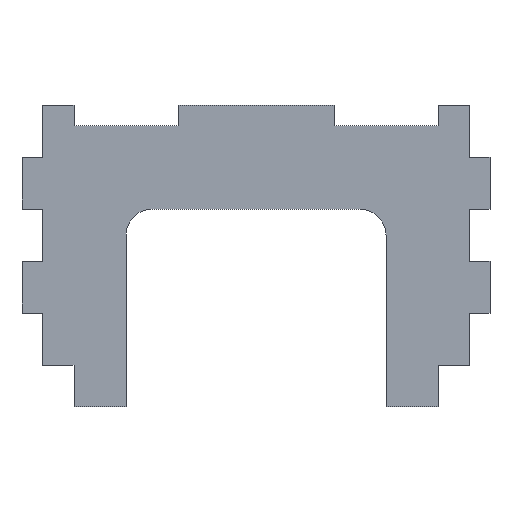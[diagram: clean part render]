
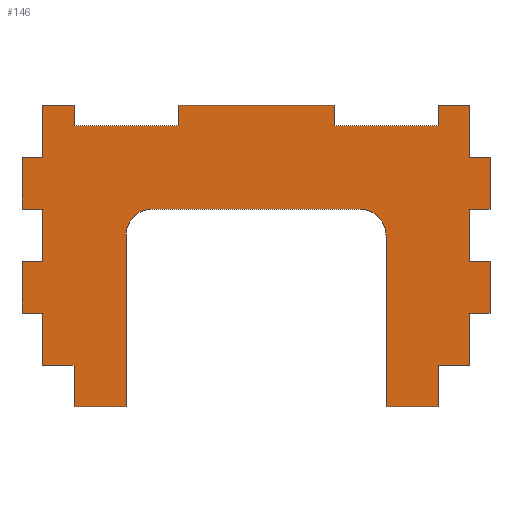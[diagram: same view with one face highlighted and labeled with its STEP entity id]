
A CAD part, top view. The second image highlights one B-rep face of the part: STEP entity #146.
In plain terms, the highlighted planar face has unit normal (0, 0, 1).
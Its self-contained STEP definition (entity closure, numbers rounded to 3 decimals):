
#106=CIRCLE('',#943,5.);
#107=CIRCLE('',#944,5.);
#146=ADVANCED_FACE('',(#224),#186,.F.);
#186=PLANE('',#945);
#224=FACE_OUTER_BOUND('',#264,.T.);
#264=EDGE_LOOP('',(#412,#413,#414,#415,#416,#417,#418,#419,#420,#421,#422,
#423,#424,#425,#426,#427,#428,#429,#430,#431,#432,#433,#434,#435,#436,#437,
#438,#439,#440,#441,#442,#443,#444,#445,#446,#447,#448,#449));
#412=ORIENTED_EDGE('',*,*,#574,.F.);
#413=ORIENTED_EDGE('',*,*,#682,.T.);
#414=ORIENTED_EDGE('',*,*,#680,.F.);
#415=ORIENTED_EDGE('',*,*,#683,.T.);
#416=ORIENTED_EDGE('',*,*,#675,.F.);
#417=ORIENTED_EDGE('',*,*,#673,.F.);
#418=ORIENTED_EDGE('',*,*,#670,.F.);
#419=ORIENTED_EDGE('',*,*,#667,.F.);
#420=ORIENTED_EDGE('',*,*,#664,.F.);
#421=ORIENTED_EDGE('',*,*,#661,.F.);
#422=ORIENTED_EDGE('',*,*,#658,.F.);
#423=ORIENTED_EDGE('',*,*,#655,.F.);
#424=ORIENTED_EDGE('',*,*,#652,.F.);
#425=ORIENTED_EDGE('',*,*,#649,.F.);
#426=ORIENTED_EDGE('',*,*,#646,.F.);
#427=ORIENTED_EDGE('',*,*,#643,.F.);
#428=ORIENTED_EDGE('',*,*,#640,.F.);
#429=ORIENTED_EDGE('',*,*,#637,.F.);
#430=ORIENTED_EDGE('',*,*,#634,.F.);
#431=ORIENTED_EDGE('',*,*,#631,.F.);
#432=ORIENTED_EDGE('',*,*,#628,.F.);
#433=ORIENTED_EDGE('',*,*,#625,.F.);
#434=ORIENTED_EDGE('',*,*,#622,.F.);
#435=ORIENTED_EDGE('',*,*,#619,.F.);
#436=ORIENTED_EDGE('',*,*,#616,.F.);
#437=ORIENTED_EDGE('',*,*,#613,.F.);
#438=ORIENTED_EDGE('',*,*,#610,.F.);
#439=ORIENTED_EDGE('',*,*,#607,.F.);
#440=ORIENTED_EDGE('',*,*,#604,.F.);
#441=ORIENTED_EDGE('',*,*,#601,.F.);
#442=ORIENTED_EDGE('',*,*,#598,.F.);
#443=ORIENTED_EDGE('',*,*,#595,.F.);
#444=ORIENTED_EDGE('',*,*,#592,.F.);
#445=ORIENTED_EDGE('',*,*,#589,.F.);
#446=ORIENTED_EDGE('',*,*,#586,.F.);
#447=ORIENTED_EDGE('',*,*,#583,.F.);
#448=ORIENTED_EDGE('',*,*,#580,.F.);
#449=ORIENTED_EDGE('',*,*,#577,.F.);
#498=VERTEX_POINT('',#1156);
#499=VERTEX_POINT('',#1158);
#501=VERTEX_POINT('',#1164);
#503=VERTEX_POINT('',#1170);
#505=VERTEX_POINT('',#1176);
#507=VERTEX_POINT('',#1182);
#509=VERTEX_POINT('',#1188);
#511=VERTEX_POINT('',#1194);
#513=VERTEX_POINT('',#1200);
#515=VERTEX_POINT('',#1206);
#517=VERTEX_POINT('',#1212);
#519=VERTEX_POINT('',#1218);
#521=VERTEX_POINT('',#1224);
#523=VERTEX_POINT('',#1230);
#525=VERTEX_POINT('',#1236);
#527=VERTEX_POINT('',#1242);
#529=VERTEX_POINT('',#1248);
#531=VERTEX_POINT('',#1254);
#533=VERTEX_POINT('',#1260);
#535=VERTEX_POINT('',#1266);
#537=VERTEX_POINT('',#1272);
#539=VERTEX_POINT('',#1278);
#541=VERTEX_POINT('',#1284);
#543=VERTEX_POINT('',#1290);
#545=VERTEX_POINT('',#1296);
#547=VERTEX_POINT('',#1302);
#549=VERTEX_POINT('',#1308);
#551=VERTEX_POINT('',#1314);
#553=VERTEX_POINT('',#1320);
#555=VERTEX_POINT('',#1326);
#557=VERTEX_POINT('',#1332);
#559=VERTEX_POINT('',#1338);
#561=VERTEX_POINT('',#1344);
#563=VERTEX_POINT('',#1350);
#565=VERTEX_POINT('',#1356);
#566=VERTEX_POINT('',#1360);
#570=VERTEX_POINT('',#1369);
#571=VERTEX_POINT('',#1371);
#574=EDGE_CURVE('',#498,#499,#688,.T.);
#577=EDGE_CURVE('',#499,#501,#691,.T.);
#580=EDGE_CURVE('',#501,#503,#694,.T.);
#583=EDGE_CURVE('',#503,#505,#697,.T.);
#586=EDGE_CURVE('',#505,#507,#700,.T.);
#589=EDGE_CURVE('',#507,#509,#703,.T.);
#592=EDGE_CURVE('',#509,#511,#706,.T.);
#595=EDGE_CURVE('',#511,#513,#709,.T.);
#598=EDGE_CURVE('',#513,#515,#712,.T.);
#601=EDGE_CURVE('',#515,#517,#715,.T.);
#604=EDGE_CURVE('',#517,#519,#718,.T.);
#607=EDGE_CURVE('',#519,#521,#721,.T.);
#610=EDGE_CURVE('',#521,#523,#724,.T.);
#613=EDGE_CURVE('',#523,#525,#727,.T.);
#616=EDGE_CURVE('',#525,#527,#730,.T.);
#619=EDGE_CURVE('',#527,#529,#733,.T.);
#622=EDGE_CURVE('',#529,#531,#736,.T.);
#625=EDGE_CURVE('',#531,#533,#739,.T.);
#628=EDGE_CURVE('',#533,#535,#742,.T.);
#631=EDGE_CURVE('',#535,#537,#745,.T.);
#634=EDGE_CURVE('',#537,#539,#748,.T.);
#637=EDGE_CURVE('',#539,#541,#751,.T.);
#640=EDGE_CURVE('',#541,#543,#754,.T.);
#643=EDGE_CURVE('',#543,#545,#757,.T.);
#646=EDGE_CURVE('',#545,#547,#760,.T.);
#649=EDGE_CURVE('',#547,#549,#763,.T.);
#652=EDGE_CURVE('',#549,#551,#766,.T.);
#655=EDGE_CURVE('',#551,#553,#769,.T.);
#658=EDGE_CURVE('',#553,#555,#772,.T.);
#661=EDGE_CURVE('',#555,#557,#775,.T.);
#664=EDGE_CURVE('',#557,#559,#778,.T.);
#667=EDGE_CURVE('',#559,#561,#781,.T.);
#670=EDGE_CURVE('',#561,#563,#784,.T.);
#673=EDGE_CURVE('',#563,#565,#787,.T.);
#675=EDGE_CURVE('',#565,#566,#789,.T.);
#680=EDGE_CURVE('',#570,#571,#794,.T.);
#682=EDGE_CURVE('',#498,#571,#106,.T.);
#683=EDGE_CURVE('',#570,#566,#107,.T.);
#688=LINE('',#1157,#798);
#691=LINE('',#1163,#801);
#694=LINE('',#1169,#804);
#697=LINE('',#1175,#807);
#700=LINE('',#1181,#810);
#703=LINE('',#1187,#813);
#706=LINE('',#1193,#816);
#709=LINE('',#1199,#819);
#712=LINE('',#1205,#822);
#715=LINE('',#1211,#825);
#718=LINE('',#1217,#828);
#721=LINE('',#1223,#831);
#724=LINE('',#1229,#834);
#727=LINE('',#1235,#837);
#730=LINE('',#1241,#840);
#733=LINE('',#1247,#843);
#736=LINE('',#1253,#846);
#739=LINE('',#1259,#849);
#742=LINE('',#1265,#852);
#745=LINE('',#1271,#855);
#748=LINE('',#1277,#858);
#751=LINE('',#1283,#861);
#754=LINE('',#1289,#864);
#757=LINE('',#1295,#867);
#760=LINE('',#1301,#870);
#763=LINE('',#1307,#873);
#766=LINE('',#1313,#876);
#769=LINE('',#1319,#879);
#772=LINE('',#1325,#882);
#775=LINE('',#1331,#885);
#778=LINE('',#1337,#888);
#781=LINE('',#1343,#891);
#784=LINE('',#1349,#894);
#787=LINE('',#1355,#897);
#789=LINE('',#1359,#899);
#794=LINE('',#1370,#904);
#798=VECTOR('',#955,1.);
#801=VECTOR('',#960,1.);
#804=VECTOR('',#965,1.);
#807=VECTOR('',#970,1.);
#810=VECTOR('',#975,1.);
#813=VECTOR('',#980,1.);
#816=VECTOR('',#985,1.);
#819=VECTOR('',#990,1.);
#822=VECTOR('',#995,1.);
#825=VECTOR('',#1000,1.);
#828=VECTOR('',#1005,1.);
#831=VECTOR('',#1010,1.);
#834=VECTOR('',#1015,1.);
#837=VECTOR('',#1020,1.);
#840=VECTOR('',#1025,1.);
#843=VECTOR('',#1030,1.);
#846=VECTOR('',#1035,1.);
#849=VECTOR('',#1040,1.);
#852=VECTOR('',#1045,1.);
#855=VECTOR('',#1050,1.);
#858=VECTOR('',#1055,1.);
#861=VECTOR('',#1060,1.);
#864=VECTOR('',#1065,1.);
#867=VECTOR('',#1070,1.);
#870=VECTOR('',#1075,1.);
#873=VECTOR('',#1080,1.);
#876=VECTOR('',#1085,1.);
#879=VECTOR('',#1090,1.);
#882=VECTOR('',#1095,1.);
#885=VECTOR('',#1100,1.);
#888=VECTOR('',#1105,1.);
#891=VECTOR('',#1110,1.);
#894=VECTOR('',#1115,1.);
#897=VECTOR('',#1120,1.);
#899=VECTOR('',#1124,1.);
#904=VECTOR('',#1131,1.);
#943=AXIS2_PLACEMENT_3D('',#1374,#1135,#1136);
#944=AXIS2_PLACEMENT_3D('',#1375,#1137,#1138);
#945=AXIS2_PLACEMENT_3D('',#1376,#1139,#1140);
#955=DIRECTION('',(0.,-1.,0.));
#960=DIRECTION('',(-1.,0.,0.));
#965=DIRECTION('',(0.,1.,0.));
#970=DIRECTION('',(-1.,0.,0.));
#975=DIRECTION('',(0.,1.,0.));
#980=DIRECTION('',(-1.,0.,0.));
#985=DIRECTION('',(0.,1.,0.));
#990=DIRECTION('',(1.,0.,0.));
#995=DIRECTION('',(0.,1.,0.));
#1000=DIRECTION('',(-1.,0.,0.));
#1005=DIRECTION('',(0.,1.,0.));
#1010=DIRECTION('',(1.,0.,0.));
#1015=DIRECTION('',(0.,1.,0.));
#1020=DIRECTION('',(1.,0.,0.));
#1025=DIRECTION('',(0.,-1.,0.));
#1030=DIRECTION('',(1.,0.,0.));
#1035=DIRECTION('',(0.,1.,0.));
#1040=DIRECTION('',(1.,0.,0.));
#1045=DIRECTION('',(0.,-1.,0.));
#1050=DIRECTION('',(1.,0.,0.));
#1055=DIRECTION('',(0.,1.,0.));
#1060=DIRECTION('',(1.,0.,0.));
#1065=DIRECTION('',(0.,-1.,0.));
#1070=DIRECTION('',(1.,0.,0.));
#1075=DIRECTION('',(0.,-1.,0.));
#1080=DIRECTION('',(-1.,0.,0.));
#1085=DIRECTION('',(0.,-1.,0.));
#1090=DIRECTION('',(1.,0.,0.));
#1095=DIRECTION('',(0.,-1.,0.));
#1100=DIRECTION('',(-1.,0.,0.));
#1105=DIRECTION('',(0.,-1.,0.));
#1110=DIRECTION('',(-1.,0.,0.));
#1115=DIRECTION('',(0.,-1.,0.));
#1120=DIRECTION('',(-1.,0.,0.));
#1124=DIRECTION('',(0.,1.,0.));
#1131=DIRECTION('',(-1.,0.,0.));
#1135=DIRECTION('',(0.,0.,-1.));
#1136=DIRECTION('',(-1.,0.,0.));
#1137=DIRECTION('',(0.,0.,-1.));
#1138=DIRECTION('',(-1.,0.,0.));
#1139=DIRECTION('',(0.,0.,-1.));
#1140=DIRECTION('',(-1.,0.,0.));
#1156=CARTESIAN_POINT('',(-25.,-5.,4.));
#1157=CARTESIAN_POINT('',(-25.,0.,4.));
#1158=CARTESIAN_POINT('',(-25.,-38.,4.));
#1163=CARTESIAN_POINT('',(-25.,-38.,4.));
#1164=CARTESIAN_POINT('',(-35.,-38.,4.));
#1169=CARTESIAN_POINT('',(-35.,-38.,4.));
#1170=CARTESIAN_POINT('',(-35.,-30.,4.));
#1175=CARTESIAN_POINT('',(-35.,-30.,4.));
#1176=CARTESIAN_POINT('',(-41.,-30.,4.));
#1181=CARTESIAN_POINT('',(-41.,-30.,4.));
#1182=CARTESIAN_POINT('',(-41.,-20.,4.));
#1187=CARTESIAN_POINT('',(-41.,-20.,4.));
#1188=CARTESIAN_POINT('',(-45.,-20.,4.));
#1193=CARTESIAN_POINT('',(-45.,-20.,4.));
#1194=CARTESIAN_POINT('',(-45.,-10.,4.));
#1199=CARTESIAN_POINT('',(-45.,-10.,4.));
#1200=CARTESIAN_POINT('',(-41.,-10.,4.));
#1205=CARTESIAN_POINT('',(-41.,-10.,4.));
#1206=CARTESIAN_POINT('',(-41.,0.,4.));
#1211=CARTESIAN_POINT('',(-41.,0.,4.));
#1212=CARTESIAN_POINT('',(-45.,0.,4.));
#1217=CARTESIAN_POINT('',(-45.,0.,4.));
#1218=CARTESIAN_POINT('',(-45.,10.,4.));
#1223=CARTESIAN_POINT('',(-45.,10.,4.));
#1224=CARTESIAN_POINT('',(-41.,10.,4.));
#1229=CARTESIAN_POINT('',(-41.,10.,4.));
#1230=CARTESIAN_POINT('',(-41.,20.,4.));
#1235=CARTESIAN_POINT('',(-41.,20.,4.));
#1236=CARTESIAN_POINT('',(-35.,20.,4.));
#1241=CARTESIAN_POINT('',(-35.,20.,4.));
#1242=CARTESIAN_POINT('',(-35.,16.,4.));
#1247=CARTESIAN_POINT('',(-35.,16.,4.));
#1248=CARTESIAN_POINT('',(-15.,16.,4.));
#1253=CARTESIAN_POINT('',(-15.,16.,4.));
#1254=CARTESIAN_POINT('',(-15.,20.,4.));
#1259=CARTESIAN_POINT('',(-15.,20.,4.));
#1260=CARTESIAN_POINT('',(15.,20.,4.));
#1265=CARTESIAN_POINT('',(15.,20.,4.));
#1266=CARTESIAN_POINT('',(15.,16.,4.));
#1271=CARTESIAN_POINT('',(15.,16.,4.));
#1272=CARTESIAN_POINT('',(35.,16.,4.));
#1277=CARTESIAN_POINT('',(35.,16.,4.));
#1278=CARTESIAN_POINT('',(35.,20.,4.));
#1283=CARTESIAN_POINT('',(35.,20.,4.));
#1284=CARTESIAN_POINT('',(41.,20.,4.));
#1289=CARTESIAN_POINT('',(41.,20.,4.));
#1290=CARTESIAN_POINT('',(41.,10.,4.));
#1295=CARTESIAN_POINT('',(41.,10.,4.));
#1296=CARTESIAN_POINT('',(45.,10.,4.));
#1301=CARTESIAN_POINT('',(45.,10.,4.));
#1302=CARTESIAN_POINT('',(45.,0.,4.));
#1307=CARTESIAN_POINT('',(45.,0.,4.));
#1308=CARTESIAN_POINT('',(41.,0.,4.));
#1313=CARTESIAN_POINT('',(41.,0.,4.));
#1314=CARTESIAN_POINT('',(41.,-10.,4.));
#1319=CARTESIAN_POINT('',(41.,-10.,4.));
#1320=CARTESIAN_POINT('',(45.,-10.,4.));
#1325=CARTESIAN_POINT('',(45.,-10.,4.));
#1326=CARTESIAN_POINT('',(45.,-20.,4.));
#1331=CARTESIAN_POINT('',(45.,-20.,4.));
#1332=CARTESIAN_POINT('',(41.,-20.,4.));
#1337=CARTESIAN_POINT('',(41.,-20.,4.));
#1338=CARTESIAN_POINT('',(41.,-30.,4.));
#1343=CARTESIAN_POINT('',(41.,-30.,4.));
#1344=CARTESIAN_POINT('',(35.,-30.,4.));
#1349=CARTESIAN_POINT('',(35.,-30.,4.));
#1350=CARTESIAN_POINT('',(35.,-38.,4.));
#1355=CARTESIAN_POINT('',(35.,-38.,4.));
#1356=CARTESIAN_POINT('',(25.,-38.,4.));
#1359=CARTESIAN_POINT('',(25.,-38.,4.));
#1360=CARTESIAN_POINT('',(25.,-5.,4.));
#1369=CARTESIAN_POINT('',(20.,0.,4.));
#1370=CARTESIAN_POINT('',(25.,0.,4.));
#1371=CARTESIAN_POINT('',(-20.,0.,4.));
#1374=CARTESIAN_POINT('',(-20.,-5.,4.));
#1375=CARTESIAN_POINT('',(20.,-5.,4.));
#1376=CARTESIAN_POINT('',(0.,0.,4.));
